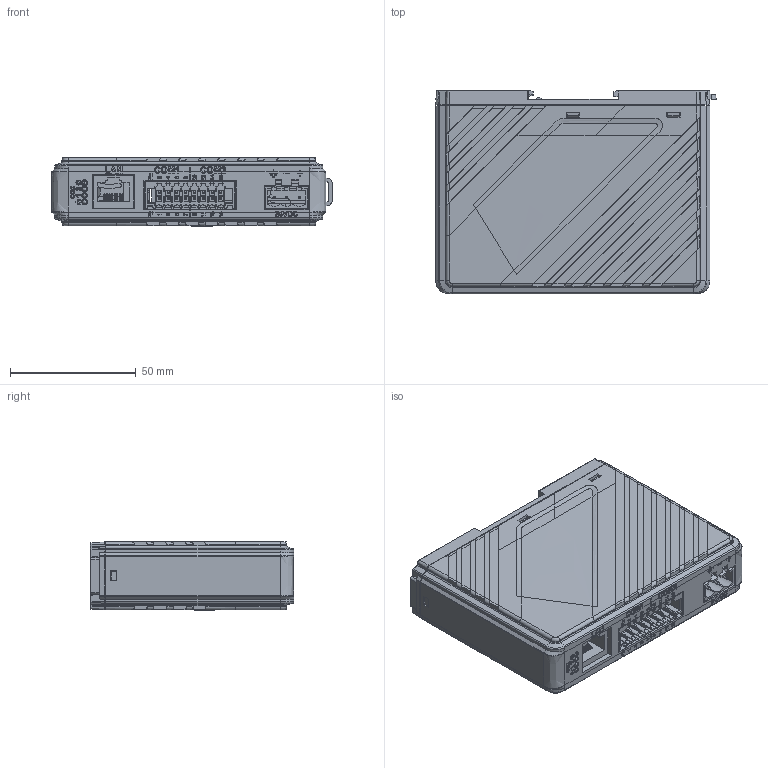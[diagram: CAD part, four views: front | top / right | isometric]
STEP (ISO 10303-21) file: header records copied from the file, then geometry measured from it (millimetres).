
FILE_DESCRIPTION (( 'STEP AP203' ), '1' );
FILE_NAME ('cMT-G03.STEP', '2018-11-07T06:46:38', ( 'Annayang' ), ( '' ), 'SwSTEP 2.0', 'SolidWorks 2011', '' );
FILE_SCHEMA (( 'CONFIG_CONTROL_DESIGN' ));
Products named in the file (1): cMT-G03
Bounding box: 111.48 x 80.92 x 27.07 mm (x, y, z)
Surface area: 49310.4 mm2 (no closed solid volume)
Topology: 0 solids, 37 shells, 1559 faces, 5820 edges, 4228 vertices
Faces by surface type: plane 1070, cylinder 275, cone 123, torus 45, bspline 40, sphere 6
Entity records: 69024 total; most frequent: CARTESIAN_POINT 22158, ORIENTED_EDGE 9975, DIRECTION 8511, EDGE_CURVE 5804, VERTEX_POINT 4228, VECTOR 4153, LINE 4153, AXIS2_PLACEMENT_3D 2179
